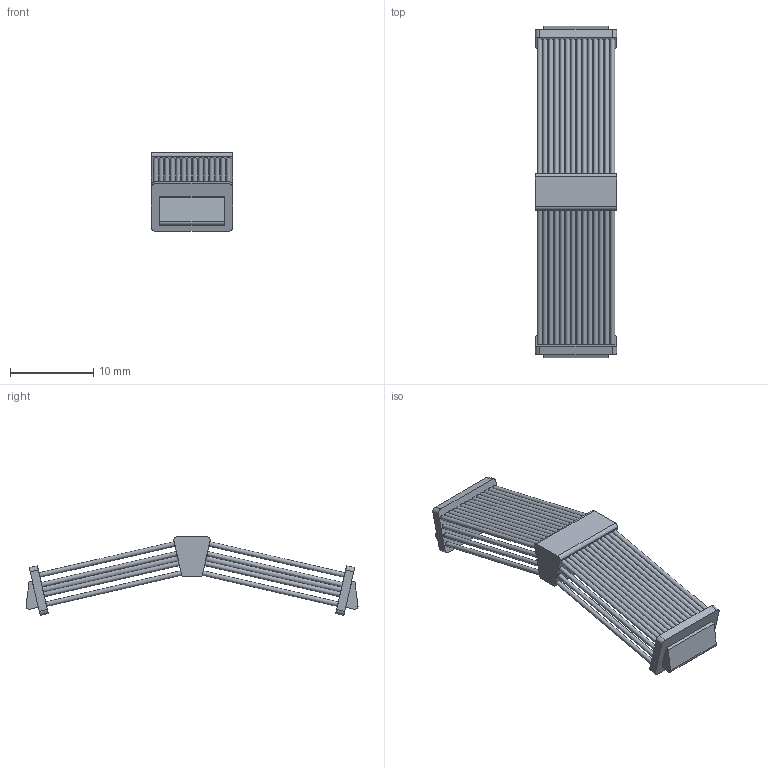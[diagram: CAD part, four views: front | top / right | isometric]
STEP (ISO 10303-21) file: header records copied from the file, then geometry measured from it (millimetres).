
FILE_DESCRIPTION(('FreeCAD Model'),'2;1');
FILE_NAME('Open CASCADE Shape Model','2025-12-30T21:10:52',(''),(''), 'Open CASCADE STEP processor 7.8','FreeCAD','Unknown');
FILE_SCHEMA(('AUTOMOTIVE_DESIGN { 1 0 10303 214 1 1 1 1 }'));
Length unit declared in the file: millimetre
Products named in the file (1): Body
Bounding box: 9.78 x 39.98 x 9.48 mm (x, y, z)
Volume: 501.8 mm3; surface area: 1740.6 mm2
Topology: 1 solids, 1 shells, 82 faces, 222 edges, 148 vertices
Faces by surface type: cylinder 54, plane 28
Full cylindrical faces by diameter (mm): 0.55 x40, 0.8 x2
Entity records: 2816 total; most frequent: DIRECTION 496, CARTESIAN_POINT 453, ORIENTED_EDGE 444, EDGE_CURVE 222, AXIS2_PLACEMENT_3D 191, FACE_BOUND 168, EDGE_LOOP 168, VERTEX_POINT 148
